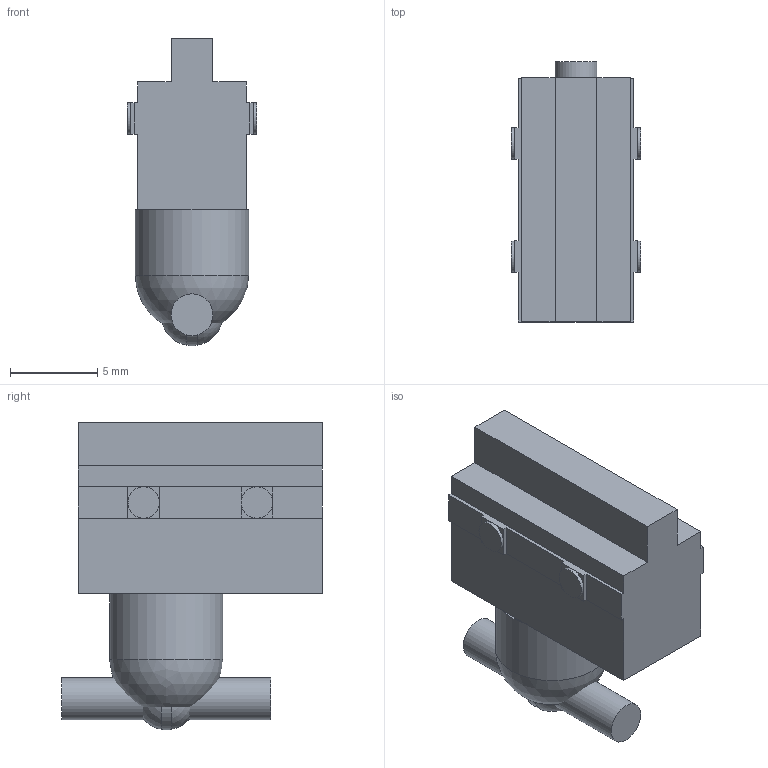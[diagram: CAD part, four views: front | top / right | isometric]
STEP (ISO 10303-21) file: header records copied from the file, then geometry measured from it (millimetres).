
FILE_DESCRIPTION(/* description */ (''),/* implementation_level */ '2;1');
FILE_NAME(/* name */ 'model.step',/* time_stamp */ '2025-09-01T19:34:51+10:00',/* author */ (''),/* organization */ (''),/* preprocessor_version */ 'ST-DEVELOPER v20.1',/* originating_system */ 'Autodesk Translation Framework v14.10.0.0',/* authorisation */ '');
FILE_SCHEMA (('AUTOMOTIVE_DESIGN { 1 0 10303 214 3 1 1 }'));
Length unit declared in the file: millimetre
Products named in the file (7): (Unsaved); EsoFilamentSensorCutter5.5; FilamentSensorCutter5.5; Ball Shaft; Switch Body; Round Filament Path; Pivot
Assembly tree (6 placements, depth 4):
  (Unsaved)
    EsoFilamentSensorCutter5.5
      FilamentSensorCutter5.5
        Ball Shaft
        Switch Body
        Round Filament Path
      Pivot
Bounding box: 7.45 x 14.95 x 17.64 mm (x, y, z)
Volume: 1016.6 mm3; surface area: 893.7 mm2
Topology: 4 solids, 4 shells, 80 faces, 192 edges, 119 vertices
Faces by surface type: plane 53, cylinder 18, sphere 9
Full cylindrical faces by diameter (mm): 1.8 x4, 2.4 x1, 6.5 x1
Entity records: 2518 total; most frequent: DIRECTION 450, CARTESIAN_POINT 403, ORIENTED_EDGE 382, EDGE_CURVE 191, AXIS2_PLACEMENT_3D 166, VERTEX_POINT 119, LINE 118, VECTOR 118
